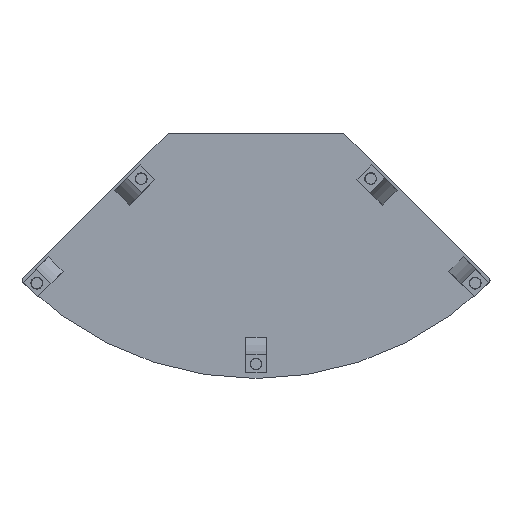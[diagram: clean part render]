
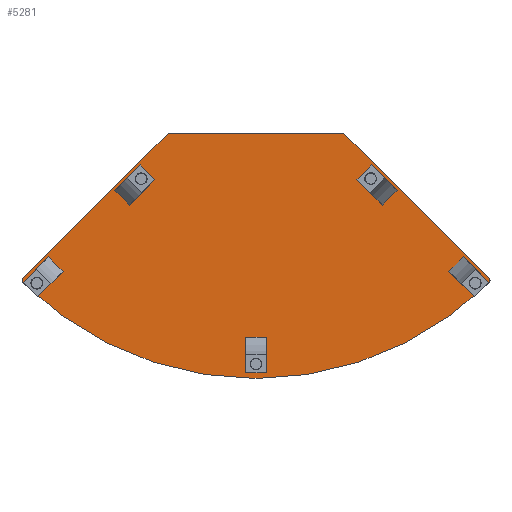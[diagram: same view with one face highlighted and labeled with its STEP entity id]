
A CAD part, front view. The second image highlights one B-rep face of the part: STEP entity #5281.
In plain terms, the highlighted face is planar.
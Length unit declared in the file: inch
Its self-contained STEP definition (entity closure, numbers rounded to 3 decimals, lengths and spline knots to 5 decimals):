
#776=LINE('',#10630,#1101);
#780=LINE('',#10638,#1105);
#786=LINE('',#10662,#1111);
#789=LINE('',#10667,#1114);
#1101=VECTOR('',#7215,0.3937);
#1105=VECTOR('',#7221,0.3937);
#1111=VECTOR('',#7247,0.3937);
#1114=VECTOR('',#7252,0.3937);
#1356=PLANE('',#5896);
#1718=FACE_OUTER_BOUND('',#2080,.T.);
#2080=EDGE_LOOP('',(#4922,#4923,#4924,#4925,#4926,#4927,#4928));
#2270=CIRCLE('',#5886,0.25);
#2272=CIRCLE('',#5889,31.71904);
#2274=CIRCLE('',#5892,0.25);
#2750=VERTEX_POINT('',#10628);
#2751=VERTEX_POINT('',#10629);
#2754=VERTEX_POINT('',#10637);
#2756=VERTEX_POINT('',#10643);
#2758=VERTEX_POINT('',#10649);
#2760=VERTEX_POINT('',#10655);
#2762=VERTEX_POINT('',#10661);
#3467=EDGE_CURVE('',#2750,#2751,#776,.T.);
#3471=EDGE_CURVE('',#2751,#2754,#780,.T.);
#3474=EDGE_CURVE('',#2754,#2756,#2270,.T.);
#3477=EDGE_CURVE('',#2756,#2758,#2272,.T.);
#3480=EDGE_CURVE('',#2758,#2760,#2274,.T.);
#3483=EDGE_CURVE('',#2760,#2762,#786,.T.);
#3486=EDGE_CURVE('',#2762,#2750,#789,.T.);
#4922=ORIENTED_EDGE('',*,*,#3486,.T.);
#4923=ORIENTED_EDGE('',*,*,#3467,.T.);
#4924=ORIENTED_EDGE('',*,*,#3471,.T.);
#4925=ORIENTED_EDGE('',*,*,#3474,.T.);
#4926=ORIENTED_EDGE('',*,*,#3477,.T.);
#4927=ORIENTED_EDGE('',*,*,#3480,.T.);
#4928=ORIENTED_EDGE('',*,*,#3483,.T.);
#5281=ADVANCED_FACE('',(#1718),#1356,.T.);
#5886=AXIS2_PLACEMENT_3D('',#10644,#7226,#7227);
#5889=AXIS2_PLACEMENT_3D('',#10650,#7233,#7234);
#5892=AXIS2_PLACEMENT_3D('',#10656,#7240,#7241);
#5896=AXIS2_PLACEMENT_3D('',#10669,#7254,#7255);
#7215=DIRECTION('',(-0.707,-0.707,0.));
#7221=DIRECTION('',(-0.706,-0.709,0.));
#7226=DIRECTION('center_axis',(0.,0.,1.));
#7227=DIRECTION('ref_axis',(-0.709,0.706,0.));
#7233=DIRECTION('center_axis',(0.,0.,1.));
#7234=DIRECTION('ref_axis',(-0.704,-0.71,0.));
#7240=DIRECTION('center_axis',(0.,0.,1.));
#7241=DIRECTION('ref_axis',(0.704,-0.71,0.));
#7247=DIRECTION('',(-0.707,0.707,0.));
#7252=DIRECTION('',(-1.,0.,0.));
#7254=DIRECTION('center_axis',(0.,0.,1.));
#7255=DIRECTION('ref_axis',(1.,0.,0.));
#10628=CARTESIAN_POINT('',(-8.43866,13.19402,0.));
#10629=CARTESIAN_POINT('',(-22.35216,-0.71948,0.));
#10630=CARTESIAN_POINT('',(-8.43866,13.19402,0.));
#10637=CARTESIAN_POINT('',(-22.35246,-0.71978,0.));
#10638=CARTESIAN_POINT('',(-22.35216,-0.71948,0.));
#10643=CARTESIAN_POINT('',(-22.35136,-1.07364,0.));
#10644=CARTESIAN_POINT('Origin',(-22.17529,-0.89616,0.));
#10649=CARTESIAN_POINT('',(22.3275,-1.07354,0.));
#10650=CARTESIAN_POINT('Origin',(-0.01198,21.44412,0.));
#10655=CARTESIAN_POINT('',(22.3282,-0.71929,0.));
#10656=CARTESIAN_POINT('Origin',(22.15143,-0.89606,0.));
#10661=CARTESIAN_POINT('',(8.4149,13.19402,0.));
#10662=CARTESIAN_POINT('',(22.3282,-0.71929,0.));
#10667=CARTESIAN_POINT('',(8.4149,13.19402,0.));
#10669=CARTESIAN_POINT('Origin',(-0.01196,2.14616,0.));
